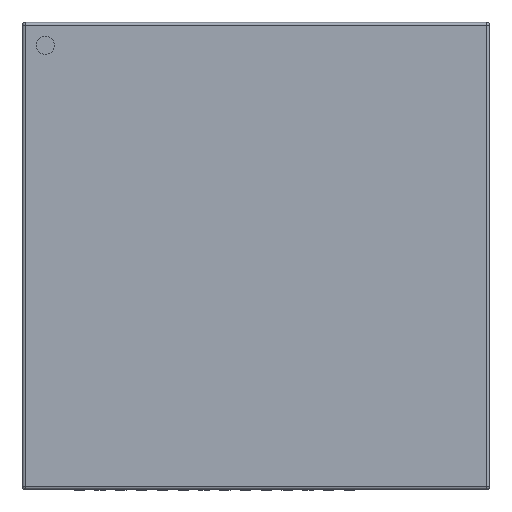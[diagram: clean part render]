
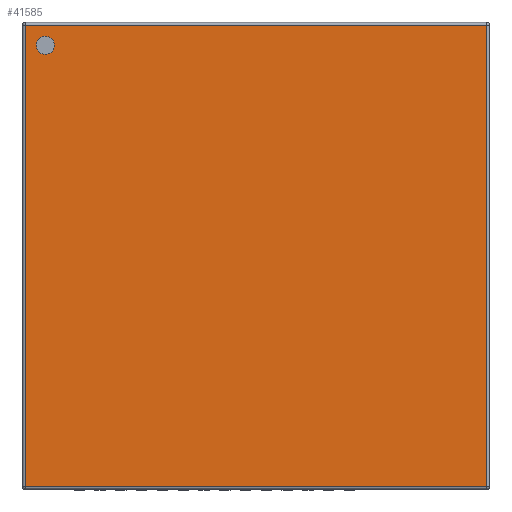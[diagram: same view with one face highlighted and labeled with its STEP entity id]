
A CAD part, top view. The second image highlights one B-rep face of the part: STEP entity #41585.
In plain terms, the highlighted planar face has unit normal (0, 0, 1).
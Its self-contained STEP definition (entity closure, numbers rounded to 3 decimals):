
#9082 = CYLINDRICAL_SURFACE('',#9083,0.05);
#9083 = AXIS2_PLACEMENT_3D('',#9084,#9085,#9086);
#9084 = CARTESIAN_POINT('',(-4.49,4.44,0.83));
#9085 = DIRECTION('',(1.,0.,0.));
#9086 = DIRECTION('',(0.,1.,0.));
#35554 = VERTEX_POINT('',#35555);
#35555 = CARTESIAN_POINT('',(-4.44,4.44,0.88));
#35577 = EDGE_CURVE('',#35554,#35578,#35580,.T.);
#35578 = VERTEX_POINT('',#35579);
#35579 = CARTESIAN_POINT('',(4.44,4.44,0.88));
#35580 = SURFACE_CURVE('',#35581,(#35585,#35592),.PCURVE_S1.);
#35581 = LINE('',#35582,#35583);
#35582 = CARTESIAN_POINT('',(-4.49,4.44,0.88));
#35583 = VECTOR('',#35584,1.);
#35584 = DIRECTION('',(1.,0.,0.));
#35585 = PCURVE('',#9082,#35586);
#35586 = DEFINITIONAL_REPRESENTATION('',(#35587),#35591);
#35587 = LINE('',#35588,#35589);
#35588 = CARTESIAN_POINT('',(1.571,0.));
#35589 = VECTOR('',#35590,1.);
#35590 = DIRECTION('',(0.,1.));
#35591 = ( GEOMETRIC_REPRESENTATION_CONTEXT(2) 
PARAMETRIC_REPRESENTATION_CONTEXT() REPRESENTATION_CONTEXT('2D SPACE',''
  ) );
#35592 = PCURVE('',#35593,#35598);
#35593 = PLANE('',#35594);
#35594 = AXIS2_PLACEMENT_3D('',#35595,#35596,#35597);
#35595 = CARTESIAN_POINT('',(-4.49,-4.49,0.88));
#35596 = DIRECTION('',(0.,0.,1.));
#35597 = DIRECTION('',(1.,0.,0.));
#35598 = DEFINITIONAL_REPRESENTATION('',(#35599),#35603);
#35599 = LINE('',#35600,#35601);
#35600 = CARTESIAN_POINT('',(0.,8.93));
#35601 = VECTOR('',#35602,1.);
#35602 = DIRECTION('',(1.,0.));
#35603 = ( GEOMETRIC_REPRESENTATION_CONTEXT(2) 
PARAMETRIC_REPRESENTATION_CONTEXT() REPRESENTATION_CONTEXT('2D SPACE',''
  ) );
#36619 = CYLINDRICAL_SURFACE('',#36620,0.05);
#36620 = AXIS2_PLACEMENT_3D('',#36621,#36622,#36623);
#36621 = CARTESIAN_POINT('',(-4.44,-4.44,0.83));
#36622 = DIRECTION('',(0.,1.,0.));
#36623 = DIRECTION('',(-1.,0.,0.));
#36760 = CYLINDRICAL_SURFACE('',#36761,0.05);
#36761 = AXIS2_PLACEMENT_3D('',#36762,#36763,#36764);
#36762 = CARTESIAN_POINT('',(-4.49,-4.44,0.83));
#36763 = DIRECTION('',(1.,0.,0.));
#36764 = DIRECTION('',(0.,-1.,0.));
#39868 = CYLINDRICAL_SURFACE('',#39869,0.05);
#39869 = AXIS2_PLACEMENT_3D('',#39870,#39871,#39872);
#39870 = CARTESIAN_POINT('',(4.44,-4.44,0.83));
#39871 = DIRECTION('',(0.,1.,0.));
#39872 = DIRECTION('',(0.,0.,1.));
#41585 = ADVANCED_FACE('',(#41586,#41656),#35593,.T.);
#41586 = FACE_BOUND('',#41587,.T.);
#41587 = EDGE_LOOP('',(#41588,#41613,#41634,#41635));
#41588 = ORIENTED_EDGE('',*,*,#41589,.T.);
#41589 = EDGE_CURVE('',#41590,#41592,#41594,.T.);
#41590 = VERTEX_POINT('',#41591);
#41591 = CARTESIAN_POINT('',(-4.44,-4.44,0.88));
#41592 = VERTEX_POINT('',#41593);
#41593 = CARTESIAN_POINT('',(4.44,-4.44,0.88));
#41594 = SURFACE_CURVE('',#41595,(#41599,#41606),.PCURVE_S1.);
#41595 = LINE('',#41596,#41597);
#41596 = CARTESIAN_POINT('',(-4.49,-4.44,0.88));
#41597 = VECTOR('',#41598,1.);
#41598 = DIRECTION('',(1.,0.,0.));
#41599 = PCURVE('',#35593,#41600);
#41600 = DEFINITIONAL_REPRESENTATION('',(#41601),#41605);
#41601 = LINE('',#41602,#41603);
#41602 = CARTESIAN_POINT('',(0.,0.05));
#41603 = VECTOR('',#41604,1.);
#41604 = DIRECTION('',(1.,0.));
#41605 = ( GEOMETRIC_REPRESENTATION_CONTEXT(2) 
PARAMETRIC_REPRESENTATION_CONTEXT() REPRESENTATION_CONTEXT('2D SPACE',''
  ) );
#41606 = PCURVE('',#36760,#41607);
#41607 = DEFINITIONAL_REPRESENTATION('',(#41608),#41612);
#41608 = LINE('',#41609,#41610);
#41609 = CARTESIAN_POINT('',(-1.571,0.));
#41610 = VECTOR('',#41611,1.);
#41611 = DIRECTION('',(-0.,1.));
#41612 = ( GEOMETRIC_REPRESENTATION_CONTEXT(2) 
PARAMETRIC_REPRESENTATION_CONTEXT() REPRESENTATION_CONTEXT('2D SPACE',''
  ) );
#41613 = ORIENTED_EDGE('',*,*,#41614,.T.);
#41614 = EDGE_CURVE('',#41592,#35578,#41615,.T.);
#41615 = SURFACE_CURVE('',#41616,(#41620,#41627),.PCURVE_S1.);
#41616 = LINE('',#41617,#41618);
#41617 = CARTESIAN_POINT('',(4.44,-4.44,0.88));
#41618 = VECTOR('',#41619,1.);
#41619 = DIRECTION('',(0.,1.,0.));
#41620 = PCURVE('',#35593,#41621);
#41621 = DEFINITIONAL_REPRESENTATION('',(#41622),#41626);
#41622 = LINE('',#41623,#41624);
#41623 = CARTESIAN_POINT('',(8.93,0.05));
#41624 = VECTOR('',#41625,1.);
#41625 = DIRECTION('',(0.,1.));
#41626 = ( GEOMETRIC_REPRESENTATION_CONTEXT(2) 
PARAMETRIC_REPRESENTATION_CONTEXT() REPRESENTATION_CONTEXT('2D SPACE',''
  ) );
#41627 = PCURVE('',#39868,#41628);
#41628 = DEFINITIONAL_REPRESENTATION('',(#41629),#41633);
#41629 = LINE('',#41630,#41631);
#41630 = CARTESIAN_POINT('',(0.,0.));
#41631 = VECTOR('',#41632,1.);
#41632 = DIRECTION('',(0.,1.));
#41633 = ( GEOMETRIC_REPRESENTATION_CONTEXT(2) 
PARAMETRIC_REPRESENTATION_CONTEXT() REPRESENTATION_CONTEXT('2D SPACE',''
  ) );
#41634 = ORIENTED_EDGE('',*,*,#35577,.F.);
#41635 = ORIENTED_EDGE('',*,*,#41636,.F.);
#41636 = EDGE_CURVE('',#41590,#35554,#41637,.T.);
#41637 = SURFACE_CURVE('',#41638,(#41642,#41649),.PCURVE_S1.);
#41638 = LINE('',#41639,#41640);
#41639 = CARTESIAN_POINT('',(-4.44,-4.44,0.88));
#41640 = VECTOR('',#41641,1.);
#41641 = DIRECTION('',(0.,1.,0.));
#41642 = PCURVE('',#35593,#41643);
#41643 = DEFINITIONAL_REPRESENTATION('',(#41644),#41648);
#41644 = LINE('',#41645,#41646);
#41645 = CARTESIAN_POINT('',(0.05,0.05));
#41646 = VECTOR('',#41647,1.);
#41647 = DIRECTION('',(0.,1.));
#41648 = ( GEOMETRIC_REPRESENTATION_CONTEXT(2) 
PARAMETRIC_REPRESENTATION_CONTEXT() REPRESENTATION_CONTEXT('2D SPACE',''
  ) );
#41649 = PCURVE('',#36619,#41650);
#41650 = DEFINITIONAL_REPRESENTATION('',(#41651),#41655);
#41651 = LINE('',#41652,#41653);
#41652 = CARTESIAN_POINT('',(1.571,0.));
#41653 = VECTOR('',#41654,1.);
#41654 = DIRECTION('',(0.,1.));
#41655 = ( GEOMETRIC_REPRESENTATION_CONTEXT(2) 
PARAMETRIC_REPRESENTATION_CONTEXT() REPRESENTATION_CONTEXT('2D SPACE',''
  ) );
#41656 = FACE_BOUND('',#41657,.T.);
#41657 = EDGE_LOOP('',(#41658));
#41658 = ORIENTED_EDGE('',*,*,#41659,.F.);
#41659 = EDGE_CURVE('',#41660,#41660,#41662,.T.);
#41660 = VERTEX_POINT('',#41661);
#41661 = CARTESIAN_POINT('',(-3.875,-4.05,0.88));
#41662 = SURFACE_CURVE('',#41663,(#41668,#41675),.PCURVE_S1.);
#41663 = CIRCLE('',#41664,0.175);
#41664 = AXIS2_PLACEMENT_3D('',#41665,#41666,#41667);
#41665 = CARTESIAN_POINT('',(-4.05,-4.05,0.88));
#41666 = DIRECTION('',(0.,0.,1.));
#41667 = DIRECTION('',(1.,0.,0.));
#41668 = PCURVE('',#35593,#41669);
#41669 = DEFINITIONAL_REPRESENTATION('',(#41670),#41674);
#41670 = CIRCLE('',#41671,0.175);
#41671 = AXIS2_PLACEMENT_2D('',#41672,#41673);
#41672 = CARTESIAN_POINT('',(0.44,0.44));
#41673 = DIRECTION('',(1.,0.));
#41674 = ( GEOMETRIC_REPRESENTATION_CONTEXT(2) 
PARAMETRIC_REPRESENTATION_CONTEXT() REPRESENTATION_CONTEXT('2D SPACE',''
  ) );
#41675 = PCURVE('',#41676,#41681);
#41676 = CYLINDRICAL_SURFACE('',#41677,0.175);
#41677 = AXIS2_PLACEMENT_3D('',#41678,#41679,#41680);
#41678 = CARTESIAN_POINT('',(-4.05,-4.05,0.88));
#41679 = DIRECTION('',(-0.,-0.,-1.));
#41680 = DIRECTION('',(1.,0.,0.));
#41681 = DEFINITIONAL_REPRESENTATION('',(#41682),#41686);
#41682 = LINE('',#41683,#41684);
#41683 = CARTESIAN_POINT('',(-0.,0.));
#41684 = VECTOR('',#41685,1.);
#41685 = DIRECTION('',(-1.,0.));
#41686 = ( GEOMETRIC_REPRESENTATION_CONTEXT(2) 
PARAMETRIC_REPRESENTATION_CONTEXT() REPRESENTATION_CONTEXT('2D SPACE',''
  ) );
